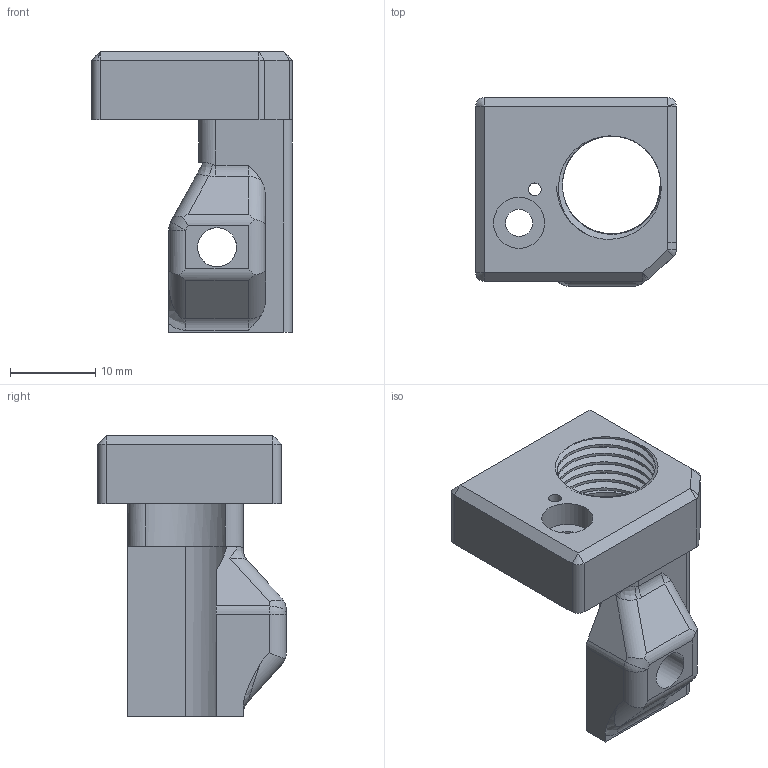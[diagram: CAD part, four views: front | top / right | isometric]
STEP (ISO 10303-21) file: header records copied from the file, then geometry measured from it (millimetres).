
FILE_DESCRIPTION(/* description */ ('STEP AP214'),/* implementation_level */ '2;1');
FILE_NAME(/* name */ 'printed_gantry_pg7_mount.step',/* time_stamp */ '2025-11-02T20:18:19-05:00',/* author */ (''),/* organization */ (''),/* preprocessor_version */ 'ST-DEVELOPER v20.1',/* originating_system */ 'Autodesk Translation Framework v14.17.0.0',/* authorisation */ '');
FILE_SCHEMA (('AUTOMOTIVE_DESIGN { 1 0 10303 214 3 1 1 }'));
Length unit declared in the file: millimetre
Products named in the file (2): A Drive Frame Upper print; Printed_PG7_Mount
Assembly tree (1 placements, depth 2):
  A Drive Frame Upper print
    Printed_PG7_Mount
Bounding box: 23.59 x 22.17 x 33 mm (x, y, z)
Volume: 4790.4 mm3; surface area: 3669.4 mm2
Topology: 1 solids, 1 shells, 98 faces, 277 edges, 169 vertices
Faces by surface type: cylinder 44, plane 34, bspline 12, cone 5, torus 2, sphere 1
Full cylindrical faces by diameter (mm): 1.5 x1, 3.2 x1, 4.6 x1, 6 x1, 11.579 x4, 12.98 x5
Entity records: 8829 total; most frequent: CARTESIAN_POINT 6372, ORIENTED_EDGE 532, DIRECTION 467, EDGE_CURVE 266, AXIS2_PLACEMENT_3D 172, VERTEX_POINT 169, LINE 123, VECTOR 123
